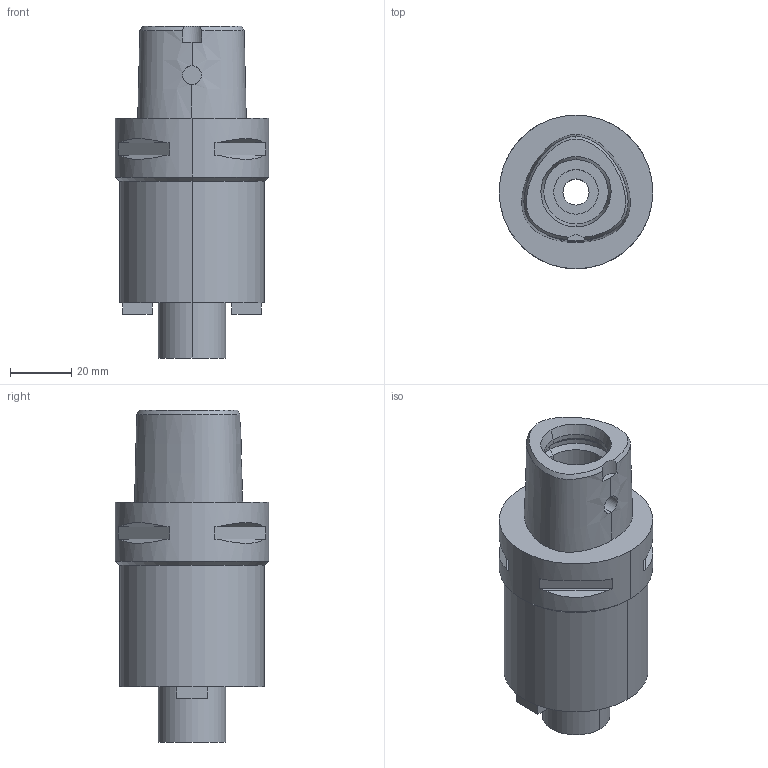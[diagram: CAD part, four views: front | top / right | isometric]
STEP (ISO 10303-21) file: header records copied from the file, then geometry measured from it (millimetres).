
FILE_DESCRIPTION((''),'2;1');
FILE_NAME('C5-FMH22-47-60','2019-01-31T',('ykawabe'),(''),'CREO PARAMETRIC BY PTC INC, 2016380','CREO PARAMETRIC BY PTC INC, 2016380','');
FILE_SCHEMA(('AUTOMOTIVE_DESIGN { 1 0 10303 214 1 1 1 1 }'));
Length unit declared in the file: millimetre
Products named in the file (1): C5-FMH22-47-60
Bounding box: 50 x 50 x 108 mm (x, y, z)
Volume: 127577 mm3; surface area: 21964.7 mm2
Topology: 1 solids, 1 shells, 74 faces, 168 edges, 105 vertices
Faces by surface type: plane 39, cylinder 23, cone 6, bspline 4, torus 2
Entity records: 3668 total; most frequent: CARTESIAN_POINT 1353, DIRECTION 352, ORIENTED_EDGE 336, PRESENTATION_STYLE_ASSIGNMENT 173, STYLED_ITEM 173, CURVE_STYLE 172, EDGE_CURVE 168, AXIS2_PLACEMENT_3D 135
